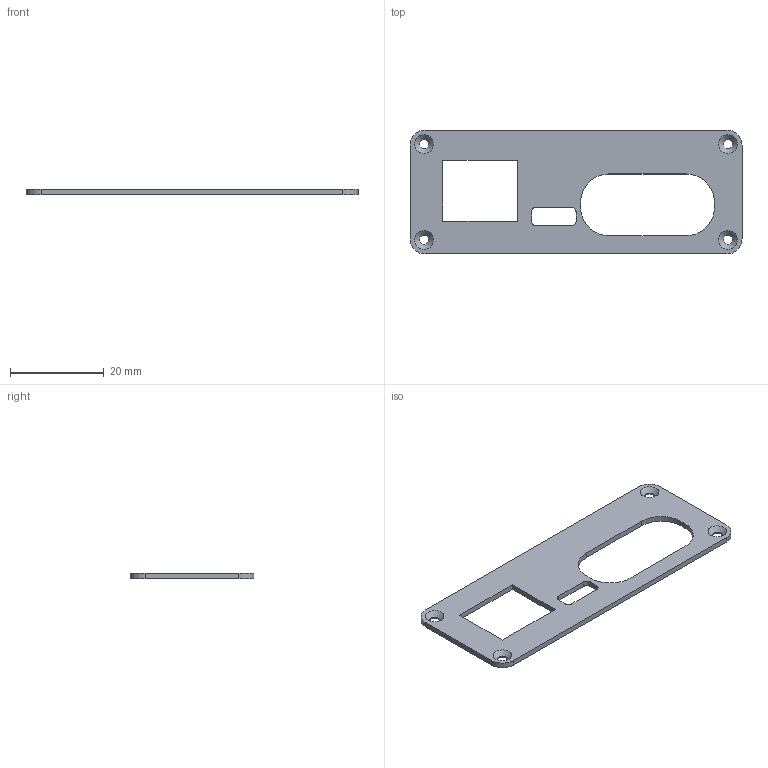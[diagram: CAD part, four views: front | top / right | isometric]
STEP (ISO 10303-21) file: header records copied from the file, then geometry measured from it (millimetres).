
FILE_DESCRIPTION(/* description */ (''),/* implementation_level */ '2;1');
FILE_NAME(/* name */ 'cover-slave.stp',/* time_stamp */ '2025-06-25T21:42:47+08:00',/* author */ ('Toby'),/* organization */ (''),/* preprocessor_version */ 'ST-DEVELOPER v18.1',/* originating_system */ 'Autodesk Inventor 2021',/* authorisation */ '');
FILE_SCHEMA (('AUTOMOTIVE_DESIGN { 1 0 10303 214 3 1 1 }'));
Length unit declared in the file: millimetre
Products named in the file (1): cover-slave
Bounding box: 71 x 26.5 x 1.2 mm (x, y, z)
Volume: 1505 mm3; surface area: 2972.1 mm2
Topology: 1 solids, 1 shells, 38 faces, 112 edges, 76 vertices
Faces by surface type: plane 18, cylinder 16, cone 4
Full cylindrical faces by diameter (mm): 2 x4
Entity records: 1361 total; most frequent: DIRECTION 234, CARTESIAN_POINT 227, ORIENTED_EDGE 224, EDGE_CURVE 112, AXIS2_PLACEMENT_3D 83, VERTEX_POINT 76, LINE 68, VECTOR 68
